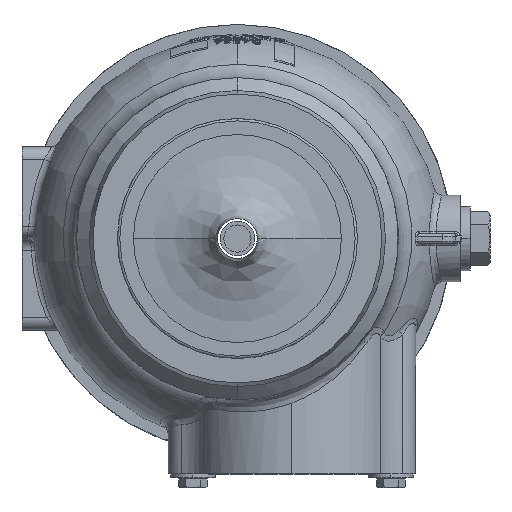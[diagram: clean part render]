
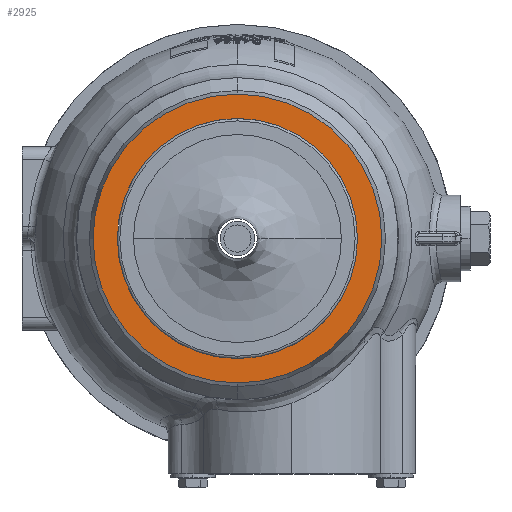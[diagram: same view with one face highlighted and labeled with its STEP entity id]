
A CAD part, left-side view. The second image highlights one B-rep face of the part: STEP entity #2925.
In plain terms, the highlighted planar face has unit normal (-1, 0, 0).
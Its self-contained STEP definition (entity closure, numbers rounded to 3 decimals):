
#606 = AXIS2_PLACEMENT_3D ( 'NONE', #28479, #28469, #28468 ) ;
#609 = AXIS2_PLACEMENT_3D ( 'NONE', #28475, #28472, #28471 ) ;
#665 = AXIS2_PLACEMENT_3D ( 'NONE', #13657, #13656, #13655 ) ;
#692 = AXIS2_PLACEMENT_3D ( 'NONE', #4757, #4675, #4669 ) ;
#2925 = ADVANCED_FACE ( 'NONE', ( #20189, #20168 ), #9635, .T. ) ;
#4669 = DIRECTION ( 'NONE',  ( 0., 0., -1. ) ) ;
#4675 = DIRECTION ( 'NONE',  ( 1., 0., 0. ) ) ;
#4757 = CARTESIAN_POINT ( 'NONE',  ( -178., 0., 0. ) ) ;
#4881 = CARTESIAN_POINT ( 'NONE',  ( -178., 0., 48.5 ) ) ;
#6584 = AXIS2_PLACEMENT_3D ( 'NONE', #9610, #9625, #9633 ) ;
#9610 = CARTESIAN_POINT ( 'NONE',  ( -178., 0., 0. ) ) ;
#9625 = DIRECTION ( 'NONE',  ( -1., 0., 0. ) ) ;
#9633 = DIRECTION ( 'NONE',  ( 0., 0., 1. ) ) ;
#9635 = PLANE ( 'NONE',  #6584 ) ;
#13655 = DIRECTION ( 'NONE',  ( 0., 0., -1. ) ) ;
#13656 = DIRECTION ( 'NONE',  ( -1., 0., 0. ) ) ;
#13657 = CARTESIAN_POINT ( 'NONE',  ( -178., 0., 0. ) ) ;
#14699 = CIRCLE ( 'NONE', #606, 48.5 ) ;
#14701 = CIRCLE ( 'NONE', #609, 58.326 ) ;
#14775 = CIRCLE ( 'NONE', #665, 48.5 ) ;
#15067 = CIRCLE ( 'NONE', #692, 58.326 ) ;
#15449 = VERTEX_POINT ( 'NONE', #4881 ) ;
#17222 = ORIENTED_EDGE ( 'NONE', *, *, #22769, .F. ) ;
#17223 = ORIENTED_EDGE ( 'NONE', *, *, #22963, .F. ) ;
#17224 = ORIENTED_EDGE ( 'NONE', *, *, #22962, .F. ) ;
#17228 = ORIENTED_EDGE ( 'NONE', *, *, #22627, .F. ) ;
#20168 = FACE_BOUND ( 'NONE', #30875, .T. ) ;
#20189 = FACE_OUTER_BOUND ( 'NONE', #30412, .T. ) ;
#20598 = CARTESIAN_POINT ( 'NONE',  ( -178., 0., -58.326 ) ) ;
#20761 = CARTESIAN_POINT ( 'NONE',  ( -178., 0., -48.5 ) ) ;
#20762 = CARTESIAN_POINT ( 'NONE',  ( -178., 0., 58.326 ) ) ;
#22627 = EDGE_CURVE ( 'NONE', #29302, #27909, #15067, .T. ) ;
#22769 = EDGE_CURVE ( 'NONE', #29268, #15449, #14775, .T. ) ;
#22962 = EDGE_CURVE ( 'NONE', #27909, #29302, #14701, .T. ) ;
#22963 = EDGE_CURVE ( 'NONE', #15449, #29268, #14699, .T. ) ;
#27909 = VERTEX_POINT ( 'NONE', #20762 ) ;
#28468 = DIRECTION ( 'NONE',  ( 0., 0., -1. ) ) ;
#28469 = DIRECTION ( 'NONE',  ( -1., 0., 0. ) ) ;
#28471 = DIRECTION ( 'NONE',  ( 0., 0., -1. ) ) ;
#28472 = DIRECTION ( 'NONE',  ( 1., 0., 0. ) ) ;
#28475 = CARTESIAN_POINT ( 'NONE',  ( -178., 0., 0. ) ) ;
#28479 = CARTESIAN_POINT ( 'NONE',  ( -178., 0., 0. ) ) ;
#29268 = VERTEX_POINT ( 'NONE', #20761 ) ;
#29302 = VERTEX_POINT ( 'NONE', #20598 ) ;
#30412 = EDGE_LOOP ( 'NONE', ( #17228, #17224 ) ) ;
#30875 = EDGE_LOOP ( 'NONE', ( #17223, #17222 ) ) ;
